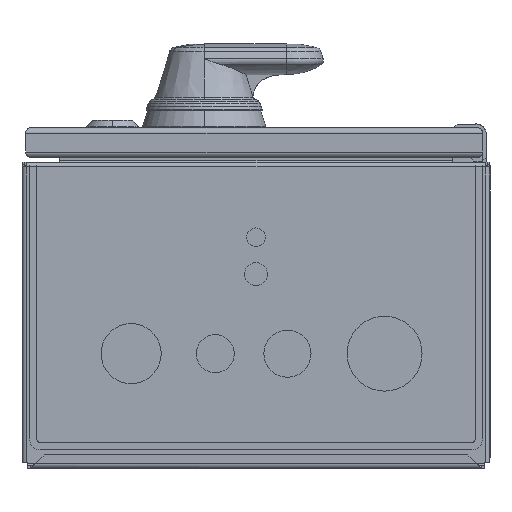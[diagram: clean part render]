
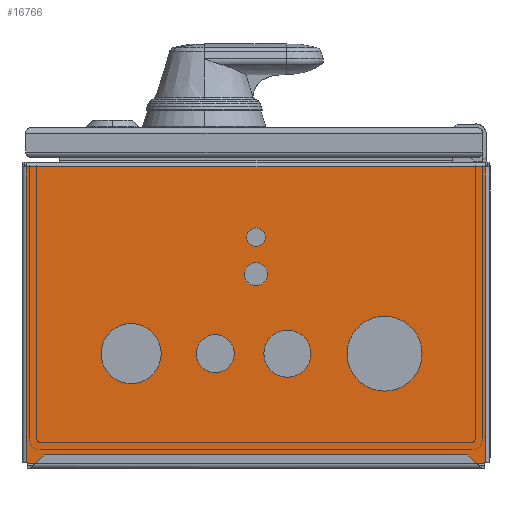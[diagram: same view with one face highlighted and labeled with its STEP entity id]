
A CAD part, left-side view. The second image highlights one B-rep face of the part: STEP entity #16766.
In plain terms, the highlighted planar face has unit normal (-1, 0, 0).
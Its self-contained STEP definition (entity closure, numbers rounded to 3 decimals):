
#3211=DIRECTION('',(0.,-1.,0.));
#3212=VECTOR('',#3211,0.5);
#3213=CARTESIAN_POINT('',(-28.133,124.029,
-1.216));
#3214=LINE('',#3213,#3212);
#3224=DIRECTION('',(0.,0.,-1.));
#3225=VECTOR('',#3224,0.583);
#3226=CARTESIAN_POINT('',(-28.133,123.529,
-1.216));
#3227=LINE('',#3226,#3225);
#3406=DIRECTION('',(0.,0.,1.));
#3407=VECTOR('',#3406,0.583);
#3408=CARTESIAN_POINT('',(-28.133,-123.471,
-1.799));
#3409=LINE('',#3408,#3407);
#3419=DIRECTION('',(0.,-1.,0.));
#3420=VECTOR('',#3419,0.5);
#3421=CARTESIAN_POINT('',(-28.133,-123.471,
-1.216));
#3422=LINE('',#3421,#3420);
#4360=DIRECTION('',(0.,0.,1.));
#4361=VECTOR('',#4360,159.917);
#4362=CARTESIAN_POINT('',(-28.133,-123.971,
-1.216));
#4363=LINE('',#4362,#4361);
#4368=CARTESIAN_POINT('',(-28.133,0.029,100.784));
#4369=DIRECTION('',(-1.,0.,0.));
#4370=DIRECTION('',(0.,-1.,0.));
#4371=AXIS2_PLACEMENT_3D('',#4368,#4369,#4370);
#4373=CARTESIAN_POINT('',(-28.133,0.029,100.784));
#4374=DIRECTION('',(-1.,0.,0.));
#4375=DIRECTION('',(0.,1.,0.));
#4376=AXIS2_PLACEMENT_3D('',#4373,#4374,#4375);
#4378=CARTESIAN_POINT('',(-28.133,0.029,
120.784));
#4379=DIRECTION('',(-1.,0.,0.));
#4380=DIRECTION('',(0.,-1.,0.));
#4381=AXIS2_PLACEMENT_3D('',#4378,#4379,#4380);
#4383=CARTESIAN_POINT('',(-28.133,0.029,
120.784));
#4384=DIRECTION('',(-1.,0.,0.));
#4385=DIRECTION('',(0.,1.,0.));
#4386=AXIS2_PLACEMENT_3D('',#4383,#4384,#4385);
#4388=CARTESIAN_POINT('',(-28.133,-69.471,
57.784));
#4389=DIRECTION('',(-1.,0.,0.));
#4390=DIRECTION('',(0.,-1.,0.));
#4391=AXIS2_PLACEMENT_3D('',#4388,#4389,#4390);
#4393=CARTESIAN_POINT('',(-28.133,-69.471,
57.784));
#4394=DIRECTION('',(-1.,0.,0.));
#4395=DIRECTION('',(0.,1.,0.));
#4396=AXIS2_PLACEMENT_3D('',#4393,#4394,#4395);
#4398=CARTESIAN_POINT('',(-28.133,-16.971,
57.784));
#4399=DIRECTION('',(-1.,0.,0.));
#4400=DIRECTION('',(0.,-1.,0.));
#4401=AXIS2_PLACEMENT_3D('',#4398,#4399,#4400);
#4403=CARTESIAN_POINT('',(-28.133,-16.971,
57.784));
#4404=DIRECTION('',(-1.,0.,0.));
#4405=DIRECTION('',(0.,1.,0.));
#4406=AXIS2_PLACEMENT_3D('',#4403,#4404,#4405);
#4408=CARTESIAN_POINT('',(-28.133,22.029,57.784));
#4409=DIRECTION('',(-1.,0.,0.));
#4410=DIRECTION('',(0.,-1.,0.));
#4411=AXIS2_PLACEMENT_3D('',#4408,#4409,#4410);
#4413=CARTESIAN_POINT('',(-28.133,22.029,57.784));
#4414=DIRECTION('',(-1.,0.,0.));
#4415=DIRECTION('',(0.,1.,0.));
#4416=AXIS2_PLACEMENT_3D('',#4413,#4414,#4415);
#4418=CARTESIAN_POINT('',(-28.133,67.529,57.784));
#4419=DIRECTION('',(-1.,0.,0.));
#4420=DIRECTION('',(0.,-1.,0.));
#4421=AXIS2_PLACEMENT_3D('',#4418,#4419,#4420);
#4423=CARTESIAN_POINT('',(-28.133,67.529,57.784));
#4424=DIRECTION('',(-1.,0.,0.));
#4425=DIRECTION('',(0.,1.,0.));
#4426=AXIS2_PLACEMENT_3D('',#4423,#4424,#4425);
#4428=DIRECTION('',(0.,-1.,0.));
#4429=VECTOR('',#4428,247.);
#4430=CARTESIAN_POINT('',(-28.133,123.529,
-1.799));
#4431=LINE('',#4430,#4429);
#4765=DIRECTION('',(0.,0.,-1.));
#4766=VECTOR('',#4765,159.917);
#4767=CARTESIAN_POINT('',(-28.133,124.029,158.701));
#4768=LINE('',#4767,#4766);
#4782=DIRECTION('',(0.,1.,0.));
#4783=VECTOR('',#4782,248.);
#4784=CARTESIAN_POINT('',(-28.133,-123.971,
158.701));
#4785=LINE('',#4784,#4783);
#7868=CARTESIAN_POINT('',(-28.133,-123.471,
-1.216));
#7870=VERTEX_POINT('',#7868);
#7877=CARTESIAN_POINT('',(-28.133,-123.471,
-1.799));
#7878=VERTEX_POINT('',#7877);
#7887=CARTESIAN_POINT('',(-28.133,-123.971,
-1.216));
#7888=VERTEX_POINT('',#7887);
#7913=CARTESIAN_POINT('',(-28.133,-123.971,
158.701));
#7914=VERTEX_POINT('',#7913);
#8153=CARTESIAN_POINT('',(-28.133,124.029,158.701));
#8154=VERTEX_POINT('',#8153);
#8177=CARTESIAN_POINT('',(-28.133,123.529,
-1.799));
#8178=VERTEX_POINT('',#8177);
#8179=CARTESIAN_POINT('',(-28.133,123.529,
-1.216));
#8180=VERTEX_POINT('',#8179);
#8181=CARTESIAN_POINT('',(-28.133,124.029,
-1.216));
#8182=VERTEX_POINT('',#8181);
#8183=CARTESIAN_POINT('',(-28.133,-6.221,
100.784));
#8184=CARTESIAN_POINT('',(-28.133,6.279,100.784));
#8185=VERTEX_POINT('',#8183);
#8186=VERTEX_POINT('',#8184);
#8187=CARTESIAN_POINT('',(-28.133,-4.971,
120.784));
#8188=CARTESIAN_POINT('',(-28.133,5.029,120.784));
#8189=VERTEX_POINT('',#8187);
#8190=VERTEX_POINT('',#8188);
#8191=CARTESIAN_POINT('',(-28.133,-89.721,
57.784));
#8192=CARTESIAN_POINT('',(-28.133,-49.221,
57.784));
#8193=VERTEX_POINT('',#8191);
#8194=VERTEX_POINT('',#8192);
#8195=CARTESIAN_POINT('',(-28.133,-29.721,
57.784));
#8196=CARTESIAN_POINT('',(-28.133,-4.221,
57.784));
#8197=VERTEX_POINT('',#8195);
#8198=VERTEX_POINT('',#8196);
#8199=CARTESIAN_POINT('',(-28.133,11.779,57.784));
#8200=CARTESIAN_POINT('',(-28.133,32.279,57.784));
#8201=VERTEX_POINT('',#8199);
#8202=VERTEX_POINT('',#8200);
#8203=CARTESIAN_POINT('',(-28.133,51.279,57.784));
#8204=CARTESIAN_POINT('',(-28.133,83.779,57.784));
#8205=VERTEX_POINT('',#8203);
#8206=VERTEX_POINT('',#8204);
#16712=CARTESIAN_POINT('',(-28.133,0.029,78.451));
#16713=DIRECTION('',(-1.,0.,0.));
#16714=DIRECTION('',(0.,1.,0.));
#16715=AXIS2_PLACEMENT_3D('',#16712,#16713,#16714);
#16716=PLANE('',#16715);
#16717=ORIENTED_EDGE('',*,*,#16697,.F.);
#16718=ORIENTED_EDGE('',*,*,#14724,.F.);
#16719=ORIENTED_EDGE('',*,*,#14698,.F.);
#16721=ORIENTED_EDGE('',*,*,#16720,.F.);
#16722=ORIENTED_EDGE('',*,*,#14363,.F.);
#16723=ORIENTED_EDGE('',*,*,#14337,.F.);
#16725=ORIENTED_EDGE('',*,*,#16724,.F.);
#16727=ORIENTED_EDGE('',*,*,#16726,.F.);
#16728=EDGE_LOOP('',(#16717,#16718,#16719,#16721,#16722,#16723,#16725,#16727));
#16729=FACE_OUTER_BOUND('',#16728,.F.);
#16731=ORIENTED_EDGE('',*,*,#16730,.T.);
#16733=ORIENTED_EDGE('',*,*,#16732,.T.);
#16734=EDGE_LOOP('',(#16731,#16733));
#16735=FACE_BOUND('',#16734,.F.);
#16737=ORIENTED_EDGE('',*,*,#16736,.T.);
#16739=ORIENTED_EDGE('',*,*,#16738,.T.);
#16740=EDGE_LOOP('',(#16737,#16739));
#16741=FACE_BOUND('',#16740,.F.);
#16743=ORIENTED_EDGE('',*,*,#16742,.T.);
#16745=ORIENTED_EDGE('',*,*,#16744,.T.);
#16746=EDGE_LOOP('',(#16743,#16745));
#16747=FACE_BOUND('',#16746,.F.);
#16749=ORIENTED_EDGE('',*,*,#16748,.T.);
#16751=ORIENTED_EDGE('',*,*,#16750,.T.);
#16752=EDGE_LOOP('',(#16749,#16751));
#16753=FACE_BOUND('',#16752,.F.);
#16755=ORIENTED_EDGE('',*,*,#16754,.T.);
#16757=ORIENTED_EDGE('',*,*,#16756,.T.);
#16758=EDGE_LOOP('',(#16755,#16757));
#16759=FACE_BOUND('',#16758,.F.);
#16761=ORIENTED_EDGE('',*,*,#16760,.T.);
#16763=ORIENTED_EDGE('',*,*,#16762,.T.);
#16764=EDGE_LOOP('',(#16761,#16763));
#16765=FACE_BOUND('',#16764,.F.);
#16766=ADVANCED_FACE('',(#16729,#16735,#16741,#16747,#16753,#16759,#16765),
#16716,.T.);
#4372=CIRCLE('',#4371,6.25);
#4377=CIRCLE('',#4376,6.25);
#4382=CIRCLE('',#4381,5.);
#4387=CIRCLE('',#4386,5.);
#4392=CIRCLE('',#4391,20.25);
#4397=CIRCLE('',#4396,20.25);
#4402=CIRCLE('',#4401,12.75);
#4407=CIRCLE('',#4406,12.75);
#4412=CIRCLE('',#4411,10.25);
#4417=CIRCLE('',#4416,10.25);
#4422=CIRCLE('',#4421,16.25);
#4427=CIRCLE('',#4426,16.25);
#14337=EDGE_CURVE('',#8182,#8180,#3214,.T.);
#14363=EDGE_CURVE('',#8180,#8178,#3227,.T.);
#14698=EDGE_CURVE('',#7878,#7870,#3409,.T.);
#14724=EDGE_CURVE('',#7870,#7888,#3422,.T.);
#16697=EDGE_CURVE('',#7888,#7914,#4363,.T.);
#16720=EDGE_CURVE('',#8178,#7878,#4431,.T.);
#16724=EDGE_CURVE('',#8154,#8182,#4768,.T.);
#16726=EDGE_CURVE('',#7914,#8154,#4785,.T.);
#16730=EDGE_CURVE('',#8185,#8186,#4372,.T.);
#16732=EDGE_CURVE('',#8186,#8185,#4377,.T.);
#16736=EDGE_CURVE('',#8189,#8190,#4382,.T.);
#16738=EDGE_CURVE('',#8190,#8189,#4387,.T.);
#16742=EDGE_CURVE('',#8193,#8194,#4392,.T.);
#16744=EDGE_CURVE('',#8194,#8193,#4397,.T.);
#16748=EDGE_CURVE('',#8197,#8198,#4402,.T.);
#16750=EDGE_CURVE('',#8198,#8197,#4407,.T.);
#16754=EDGE_CURVE('',#8201,#8202,#4412,.T.);
#16756=EDGE_CURVE('',#8202,#8201,#4417,.T.);
#16760=EDGE_CURVE('',#8205,#8206,#4422,.T.);
#16762=EDGE_CURVE('',#8206,#8205,#4427,.T.);
